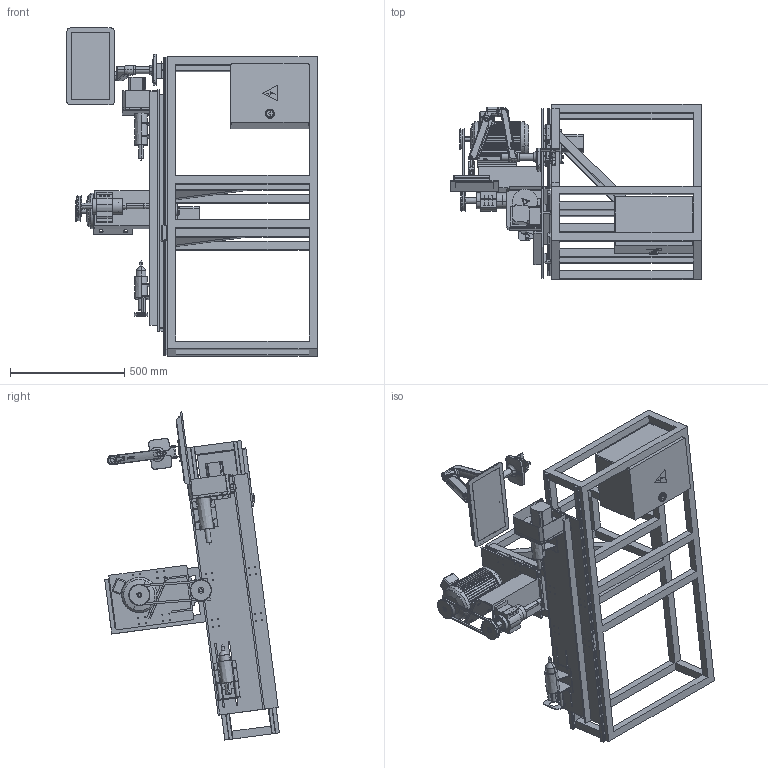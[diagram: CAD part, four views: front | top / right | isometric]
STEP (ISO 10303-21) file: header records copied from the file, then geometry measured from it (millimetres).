
FILE_DESCRIPTION(('FreeCAD Model'),'2;1');
FILE_NAME('Open CASCADE Shape Model','2025-05-02T09:44:27',('FreeCAD'),( 'FreeCAD'),'Open CASCADE STEP processor 7.6','FreeCAD','Unknown');
FILE_SCHEMA(('AUTOMOTIVE_DESIGN { 1 0 10303 214 1 1 1 1 }'));
Products named in the file (1): Open CASCADE STEP translator 7.6 1
Bounding box: 1094.81 x 764.98 x 1436.12 mm (x, y, z)
Volume: 52407666.3 mm3; surface area: 5914813.7 mm2
Topology: 94 solids, 146 shells, 2640 faces, 6461 edges, 4158 vertices
Faces by surface type: bspline 2640
Entity records: 94845 total; most frequent: CARTESIAN_POINT 56732, ORIENTED_EDGE 12878, EDGE_CURVE 6441, B_SPLINE_CURVE_WITH_KNOTS 4219, VERTEX_POINT 4158, FACE_BOUND 3048, EDGE_LOOP 3048, ADVANCED_FACE 2640
